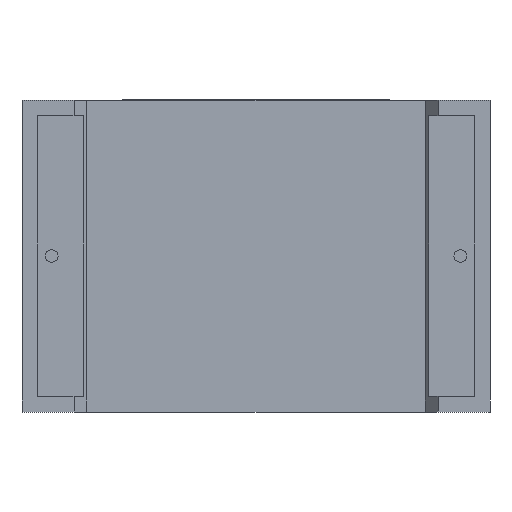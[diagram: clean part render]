
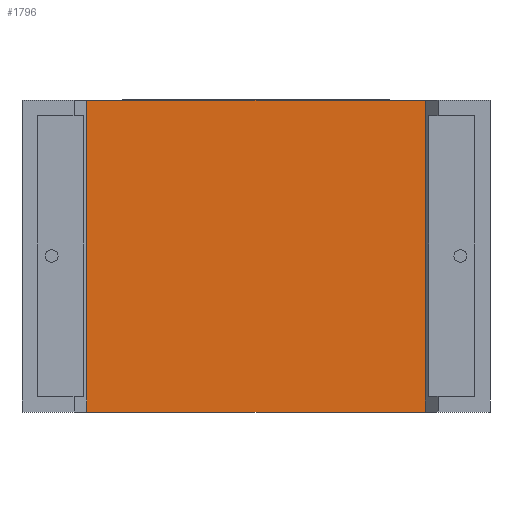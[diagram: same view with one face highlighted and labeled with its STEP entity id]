
A CAD part, front view. The second image highlights one B-rep face of the part: STEP entity #1796.
In plain terms, the highlighted planar face has unit normal (0, -1, 0).
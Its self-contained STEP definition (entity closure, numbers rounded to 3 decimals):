
#44 = DIRECTION ( 'NONE',  ( 0., 1., 0. ) ) ;
#103 = VECTOR ( 'NONE', #2751, 1000. ) ;
#124 = CARTESIAN_POINT ( 'NONE',  ( 27.125, 1.034, 21. ) ) ;
#128 = VERTEX_POINT ( 'NONE', #124 ) ;
#167 = VECTOR ( 'NONE', #952, 1000. ) ;
#199 = LINE ( 'NONE', #1637, #103 ) ;
#201 = VECTOR ( 'NONE', #1976, 1000. ) ;
#250 = CARTESIAN_POINT ( 'NONE',  ( 15.75, 1.034, 21. ) ) ;
#259 = VERTEX_POINT ( 'NONE', #2981 ) ;
#343 = CARTESIAN_POINT ( 'NONE',  ( 4.375, 1.034, 0. ) ) ;
#412 = ORIENTED_EDGE ( 'NONE', *, *, #1415, .F. ) ;
#434 = ORIENTED_EDGE ( 'NONE', *, *, #1603, .F. ) ;
#494 = FACE_OUTER_BOUND ( 'NONE', #2673, .T. ) ;
#516 = ORIENTED_EDGE ( 'NONE', *, *, #3040, .T. ) ;
#533 = PLANE ( 'NONE',  #2607 ) ;
#592 = ORIENTED_EDGE ( 'NONE', *, *, #672, .T. ) ;
#672 = EDGE_CURVE ( 'NONE', #128, #1909, #679, .T. ) ;
#679 = LINE ( 'NONE', #250, #167 ) ;
#747 = CARTESIAN_POINT ( 'NONE',  ( 4.375, 1.034, 0. ) ) ;
#952 = DIRECTION ( 'NONE',  ( -1., 0., 0. ) ) ;
#1052 = CARTESIAN_POINT ( 'NONE',  ( 4.375, 1.034, 21. ) ) ;
#1415 = EDGE_CURVE ( 'NONE', #1599, #1909, #2921, .T. ) ;
#1433 = DIRECTION ( 'NONE',  ( -1., 0., 0. ) ) ;
#1599 = VERTEX_POINT ( 'NONE', #747 ) ;
#1603 = EDGE_CURVE ( 'NONE', #259, #1599, #1925, .T. ) ;
#1635 = VECTOR ( 'NONE', #1701, 1000. ) ;
#1637 = CARTESIAN_POINT ( 'NONE',  ( 27.125, 1.034, 0. ) ) ;
#1701 = DIRECTION ( 'NONE',  ( -1., 0., 0. ) ) ;
#1796 = ADVANCED_FACE ( 'NONE', ( #494 ), #533, .F. ) ;
#1909 = VERTEX_POINT ( 'NONE', #1052 ) ;
#1925 = LINE ( 'NONE', #2178, #1635 ) ;
#1976 = DIRECTION ( 'NONE',  ( 0., 0., 1. ) ) ;
#2173 = CARTESIAN_POINT ( 'NONE',  ( 15.75, 1.034, 0. ) ) ;
#2178 = CARTESIAN_POINT ( 'NONE',  ( 15.75, 1.034, 0. ) ) ;
#2607 = AXIS2_PLACEMENT_3D ( 'NONE', #2173, #44, #1433 ) ;
#2673 = EDGE_LOOP ( 'NONE', ( #592, #412, #434, #516 ) ) ;
#2751 = DIRECTION ( 'NONE',  ( 0., 0., 1. ) ) ;
#2921 = LINE ( 'NONE', #343, #201 ) ;
#2981 = CARTESIAN_POINT ( 'NONE',  ( 27.125, 1.034, 0. ) ) ;
#3040 = EDGE_CURVE ( 'NONE', #259, #128, #199, .T. ) ;
